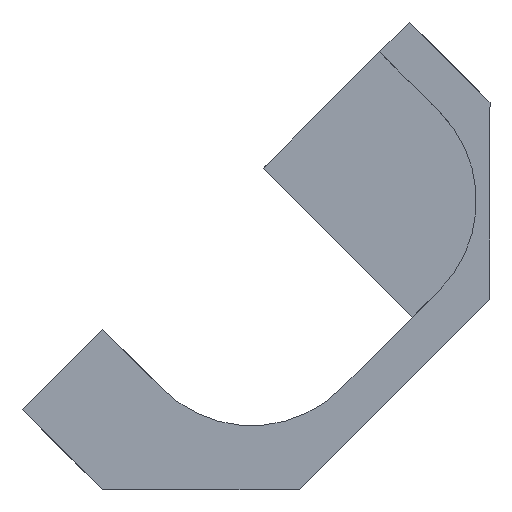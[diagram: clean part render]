
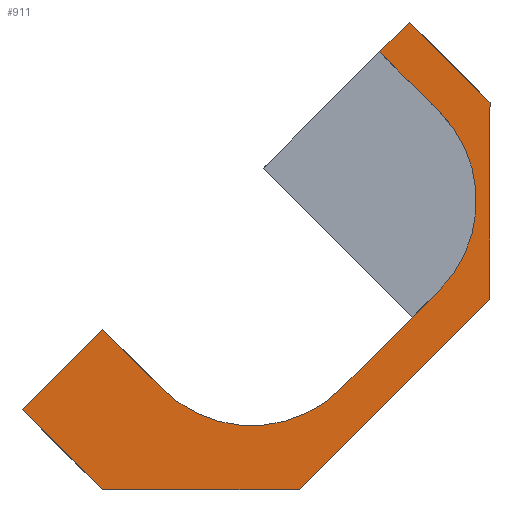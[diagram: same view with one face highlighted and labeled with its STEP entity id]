
A CAD part, front view. The second image highlights one B-rep face of the part: STEP entity #911.
In plain terms, the highlighted planar face has unit normal (0, -1, 0).
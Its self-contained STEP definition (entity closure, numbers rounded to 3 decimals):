
#1 = ORIENTED_EDGE ( 'NONE', *, *, #516, .F. ) ;
#21 = VECTOR ( 'NONE', #417, 1000. ) ;
#22 = ORIENTED_EDGE ( 'NONE', *, *, #148, .T. ) ;
#28 = DIRECTION ( 'NONE',  ( -0.707, 0., 0.707 ) ) ;
#30 = ORIENTED_EDGE ( 'NONE', *, *, #779, .F. ) ;
#43 = CARTESIAN_POINT ( 'NONE',  ( 9.205, -17.526, -16.928 ) ) ;
#48 = CIRCLE ( 'NONE', #229, 3.81 ) ;
#54 = DIRECTION ( 'NONE',  ( 0., 1., 0. ) ) ;
#58 = LINE ( 'NONE', #908, #21 ) ;
#65 = VERTEX_POINT ( 'NONE', #608 ) ;
#67 = VECTOR ( 'NONE', #466, 1000. ) ;
#81 = AXIS2_PLACEMENT_3D ( 'NONE', #169, #453, #317 ) ;
#102 = CARTESIAN_POINT ( 'NONE',  ( 3.278, -17.526, -16.928 ) ) ;
#109 = LINE ( 'NONE', #818, #556 ) ;
#117 = DIRECTION ( 'NONE',  ( -0.707, 0., -0.707 ) ) ;
#130 = EDGE_CURVE ( 'NONE', #246, #656, #542, .T. ) ;
#137 = CIRCLE ( 'NONE', #546, 3.81 ) ;
#145 = ORIENTED_EDGE ( 'NONE', *, *, #814, .F. ) ;
#147 = CARTESIAN_POINT ( 'NONE',  ( 14.952, -17.526, -11.18 ) ) ;
#148 = EDGE_CURVE ( 'NONE', #434, #221, #48, .T. ) ;
#153 = VERTEX_POINT ( 'NONE', #620 ) ;
#164 = FACE_OUTER_BOUND ( 'NONE', #209, .T. ) ;
#166 = LINE ( 'NONE', #450, #397 ) ;
#169 = CARTESIAN_POINT ( 'NONE',  ( 17.916, -17.526, -8.217 ) ) ;
#180 = CARTESIAN_POINT ( 'NONE',  ( 5.972, -17.526, -14.773 ) ) ;
#202 = VERTEX_POINT ( 'NONE', #396 ) ;
#207 = VECTOR ( 'NONE', #576, 1000. ) ;
#209 = EDGE_LOOP ( 'NONE', ( #771, #30, #881, #578, #781, #445, #812, #22, #354, #1, #497, #145 ) ) ;
#221 = VERTEX_POINT ( 'NONE', #342 ) ;
#223 = CARTESIAN_POINT ( 'NONE',  ( 13.425, -17.526, -5.523 ) ) ;
#229 = AXIS2_PLACEMENT_3D ( 'NONE', #408, #54, #673 ) ;
#232 = VERTEX_POINT ( 'NONE', #719 ) ;
#244 = CARTESIAN_POINT ( 'NONE',  ( 12.527, -17.526, -2.829 ) ) ;
#246 = VERTEX_POINT ( 'NONE', #248 ) ;
#248 = CARTESIAN_POINT ( 'NONE',  ( 11.629, -17.526, -3.727 ) ) ;
#249 = LINE ( 'NONE', #102, #362 ) ;
#252 = CARTESIAN_POINT ( 'NONE',  ( 17.916, -17.526, -8.217 ) ) ;
#253 = VERTEX_POINT ( 'NONE', #43 ) ;
#272 = CARTESIAN_POINT ( 'NONE',  ( 10.731, -17.526, -8.217 ) ) ;
#293 = EDGE_CURVE ( 'NONE', #221, #648, #668, .T. ) ;
#317 = DIRECTION ( 'NONE',  ( -0.707, 0., -0.707 ) ) ;
#321 = LINE ( 'NONE', #607, #773 ) ;
#327 = CARTESIAN_POINT ( 'NONE',  ( 3.278, -17.526, -12.078 ) ) ;
#337 = CARTESIAN_POINT ( 'NONE',  ( 10.462, -17.526, -13.874 ) ) ;
#342 = CARTESIAN_POINT ( 'NONE',  ( 5.074, -17.526, -13.874 ) ) ;
#354 = ORIENTED_EDGE ( 'NONE', *, *, #293, .T. ) ;
#362 = VECTOR ( 'NONE', #789, 1000. ) ;
#390 = EDGE_CURVE ( 'NONE', #434, #65, #58, .T. ) ;
#394 = EDGE_CURVE ( 'NONE', #792, #65, #137, .T. ) ;
#395 = CARTESIAN_POINT ( 'NONE',  ( 12.527, -17.526, -2.829 ) ) ;
#396 = CARTESIAN_POINT ( 'NONE',  ( 14.952, -17.526, -11.18 ) ) ;
#397 = VECTOR ( 'NONE', #662, 1000. ) ;
#408 = CARTESIAN_POINT ( 'NONE',  ( 7.768, -17.526, -11.18 ) ) ;
#417 = DIRECTION ( 'NONE',  ( 0.707, 0., 0.707 ) ) ;
#422 = EDGE_CURVE ( 'NONE', #792, #246, #321, .T. ) ;
#434 = VERTEX_POINT ( 'NONE', #337 ) ;
#445 = ORIENTED_EDGE ( 'NONE', *, *, #394, .T. ) ;
#448 = PLANE ( 'NONE',  #81 ) ;
#450 = CARTESIAN_POINT ( 'NONE',  ( 12.527, -17.526, -2.829 ) ) ;
#453 = DIRECTION ( 'NONE',  ( 0., 1., 0. ) ) ;
#458 = EDGE_CURVE ( 'NONE', #202, #253, #729, .T. ) ;
#466 = DIRECTION ( 'NONE',  ( -0.707, 0., 0.707 ) ) ;
#497 = ORIENTED_EDGE ( 'NONE', *, *, #623, .F. ) ;
#511 = VECTOR ( 'NONE', #742, 1000. ) ;
#516 = EDGE_CURVE ( 'NONE', #153, #648, #166, .T. ) ;
#526 = VECTOR ( 'NONE', #876, 1000. ) ;
#529 = CARTESIAN_POINT ( 'NONE',  ( 3.278, -17.526, -16.928 ) ) ;
#542 = LINE ( 'NONE', #395, #511 ) ;
#546 = AXIS2_PLACEMENT_3D ( 'NONE', #272, #629, #551 ) ;
#551 = DIRECTION ( 'NONE',  ( 0.707, 0., 0.707 ) ) ;
#553 = EDGE_CURVE ( 'NONE', #656, #232, #109, .T. ) ;
#556 = VECTOR ( 'NONE', #902, 1000. ) ;
#576 = DIRECTION ( 'NONE',  ( 0., 0., -1. ) ) ;
#578 = ORIENTED_EDGE ( 'NONE', *, *, #130, .F. ) ;
#607 = CARTESIAN_POINT ( 'NONE',  ( 14.324, -17.526, -6.421 ) ) ;
#608 = CARTESIAN_POINT ( 'NONE',  ( 13.425, -17.526, -10.911 ) ) ;
#620 = CARTESIAN_POINT ( 'NONE',  ( 0.853, -17.526, -14.503 ) ) ;
#623 = EDGE_CURVE ( 'NONE', #664, #153, #746, .T. ) ;
#629 = DIRECTION ( 'NONE',  ( 0., 1., 0. ) ) ;
#648 = VERTEX_POINT ( 'NONE', #327 ) ;
#656 = VERTEX_POINT ( 'NONE', #244 ) ;
#659 = VECTOR ( 'NONE', #117, 1000. ) ;
#662 = DIRECTION ( 'NONE',  ( 0.707, 0., 0.707 ) ) ;
#664 = VERTEX_POINT ( 'NONE', #529 ) ;
#668 = LINE ( 'NONE', #180, #67 ) ;
#673 = DIRECTION ( 'NONE',  ( 0.707, 0., 0.707 ) ) ;
#684 = CARTESIAN_POINT ( 'NONE',  ( 6.241, -17.526, -19.891 ) ) ;
#714 = LINE ( 'NONE', #147, #207 ) ;
#719 = CARTESIAN_POINT ( 'NONE',  ( 14.952, -17.526, -5.253 ) ) ;
#729 = LINE ( 'NONE', #252, #659 ) ;
#742 = DIRECTION ( 'NONE',  ( 0.707, 0., 0.707 ) ) ;
#746 = LINE ( 'NONE', #684, #526 ) ;
#771 = ORIENTED_EDGE ( 'NONE', *, *, #458, .F. ) ;
#773 = VECTOR ( 'NONE', #28, 1000. ) ;
#779 = EDGE_CURVE ( 'NONE', #232, #202, #714, .T. ) ;
#781 = ORIENTED_EDGE ( 'NONE', *, *, #422, .F. ) ;
#789 = DIRECTION ( 'NONE',  ( -1., 0., 0. ) ) ;
#792 = VERTEX_POINT ( 'NONE', #223 ) ;
#812 = ORIENTED_EDGE ( 'NONE', *, *, #390, .F. ) ;
#814 = EDGE_CURVE ( 'NONE', #253, #664, #249, .T. ) ;
#818 = CARTESIAN_POINT ( 'NONE',  ( 17.916, -17.526, -8.217 ) ) ;
#876 = DIRECTION ( 'NONE',  ( -0.707, 0., 0.707 ) ) ;
#881 = ORIENTED_EDGE ( 'NONE', *, *, #553, .F. ) ;
#902 = DIRECTION ( 'NONE',  ( 0.707, 0., -0.707 ) ) ;
#908 = CARTESIAN_POINT ( 'NONE',  ( 21.281, -17.526, -3.055 ) ) ;
#911 = ADVANCED_FACE ( 'NONE', ( #164 ), #448, .F. ) ;
